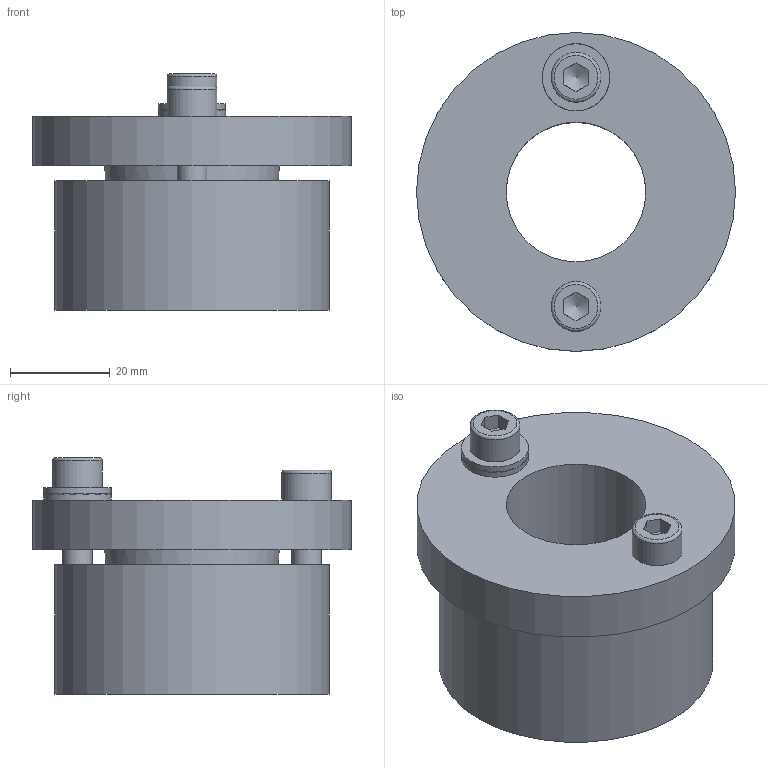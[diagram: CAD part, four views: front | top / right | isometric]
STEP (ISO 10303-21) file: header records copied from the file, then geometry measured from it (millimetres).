
FILE_DESCRIPTION((''),'2;1');
FILE_NAME('BIKON 6006-028-055.stp','2011-08-22T08:46:58',('kr'),(''),'Autodesk Inventor 2011','Autodesk Inventor 2011','');
FILE_SCHEMA(('AUTOMOTIVE_DESIGN { 1 0 10303 214 1 1 1 1 }'));
Length unit declared in the file: millimetre
Products named in the file (5): BIKON 6006-028-055; Volumenkörper1_6; Volumenkörper2_6; NL6sp-Nord-Lock; DIN 912 - ersetzt durch DIN EN ISO 4762 M6 x 25
Assembly tree (5 placements, depth 2):
  BIKON 6006-028-055
    Volumenkörper1_6
    Volumenkörper2_6
    NL6sp-Nord-Lock
    DIN 912 - ersetzt durch DIN EN ISO 4762 M6 x 25  x2
Bounding box: 64 x 64 x 47.5 mm (x, y, z)
Volume: 73190.2 mm3; surface area: 26539.3 mm2
Topology: 5 solids, 5 shells, 161 faces, 426 edges, 278 vertices
Faces by surface type: plane 137, cylinder 14, cone 6, torus 4
Full cylindrical faces by diameter (mm): 4.917 x2, 6 x2, 6.5 x1, 6.6 x1, 6.647 x1, 10 x2, 13.5 x2, 28 x1, 55 x1, 64 x1
Entity records: 4591 total; most frequent: CARTESIAN_POINT 792, DIRECTION 758, ORIENTED_EDGE 742, EDGE_CURVE 371, VECTOR 284, LINE 284, VERTEX_POINT 253, AXIS2_PLACEMENT_3D 237
